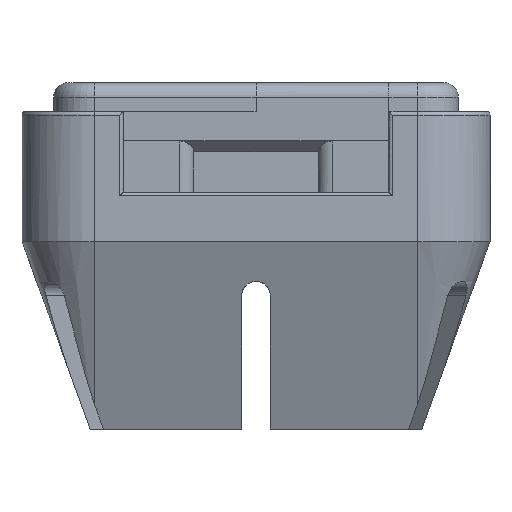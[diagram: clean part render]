
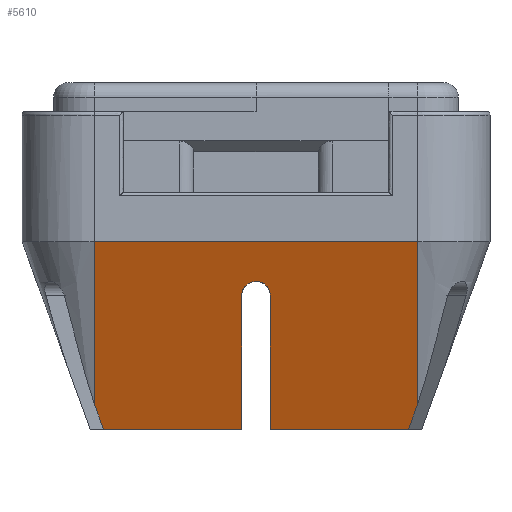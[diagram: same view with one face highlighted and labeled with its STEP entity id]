
A CAD part, left-side view. The second image highlights one B-rep face of the part: STEP entity #5610.
In plain terms, the highlighted planar face has unit normal (-0.94, 0, -0.342).
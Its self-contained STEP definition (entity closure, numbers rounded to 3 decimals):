
#263 = EDGE_CURVE ( 'NONE', #5299, #6066, #321, .T. ) ;
#287 = CARTESIAN_POINT ( 'NONE',  ( -15.697, 0., -4.755 ) ) ;
#321 = LINE ( 'NONE', #2757, #3069 ) ;
#356 = VERTEX_POINT ( 'NONE', #1163 ) ;
#393 = DIRECTION ( 'NONE',  ( -0.94, 0., -0.342 ) ) ;
#406 = VECTOR ( 'NONE', #6083, 1000. ) ;
#490 = CARTESIAN_POINT ( 'NONE',  ( -16.7, -11.2, -2. ) ) ;
#529 = ORIENTED_EDGE ( 'NONE', *, *, #1073, .F. ) ;
#694 = CARTESIAN_POINT ( 'NONE',  ( -15.697, -0.586, -4.755 ) ) ;
#725 = VERTEX_POINT ( 'NONE', #6968 ) ;
#771 = CARTESIAN_POINT ( 'NONE',  ( -16.7, -1., -2. ) ) ;
#856 = CARTESIAN_POINT ( 'NONE',  ( -15.333, 1., -5.755 ) ) ;
#877 = VECTOR ( 'NONE', #2855, 1000. ) ;
#1009 =( BOUNDED_CURVE ( )  B_SPLINE_CURVE ( 3, ( #3094, #694, #2547, #7418 ),
 .UNSPECIFIED., .F., .F. ) 
 B_SPLINE_CURVE_WITH_KNOTS ( ( 4, 4 ),
 ( 0., 1.571 ),
 .UNSPECIFIED. ) 
 CURVE ( )  GEOMETRIC_REPRESENTATION_ITEM ( )  RATIONAL_B_SPLINE_CURVE ( ( 1., 0.805, 0.805, 1. ) ) 
 REPRESENTATION_ITEM ( '' )  );
#1073 = EDGE_CURVE ( 'NONE', #2249, #3266, #1546, .T. ) ;
#1163 = CARTESIAN_POINT ( 'NONE',  ( -11.968, -1., -15. ) ) ;
#1275 = DIRECTION ( 'NONE',  ( -0.324, -0.324, 0.889 ) ) ;
#1299 = CARTESIAN_POINT ( 'NONE',  ( -16.7, 11.2, -2. ) ) ;
#1534 = ORIENTED_EDGE ( 'NONE', *, *, #2840, .T. ) ;
#1546 = LINE ( 'NONE', #7299, #406 ) ;
#1570 = DIRECTION ( 'NONE',  ( -0.342, 0., 0.94 ) ) ;
#1734 = LINE ( 'NONE', #5194, #2946 ) ;
#1972 = ORIENTED_EDGE ( 'NONE', *, *, #263, .T. ) ;
#2038 = LINE ( 'NONE', #3581, #4484 ) ;
#2056 = DIRECTION ( 'NONE',  ( 0.342, 0., -0.94 ) ) ;
#2080 = CARTESIAN_POINT ( 'NONE',  ( -15.697, 0.586, -4.755 ) ) ;
#2249 = VERTEX_POINT ( 'NONE', #3001 ) ;
#2484 = LINE ( 'NONE', #1299, #4272 ) ;
#2547 = CARTESIAN_POINT ( 'NONE',  ( -15.546, -1., -5.169 ) ) ;
#2586 = VECTOR ( 'NONE', #5513, 1000. ) ;
#2626 = ORIENTED_EDGE ( 'NONE', *, *, #3136, .T. ) ;
#2744 = ORIENTED_EDGE ( 'NONE', *, *, #6626, .F. ) ;
#2757 = CARTESIAN_POINT ( 'NONE',  ( -16.7, -11.2, -2. ) ) ;
#2840 = EDGE_CURVE ( 'NONE', #2249, #6890, #1734, .T. ) ;
#2855 = DIRECTION ( 'NONE',  ( 0., 1., 0. ) ) ;
#2946 = VECTOR ( 'NONE', #5842, 1000. ) ;
#2978 = CARTESIAN_POINT ( 'NONE',  ( -11.968, 10.554, -15. ) ) ;
#3001 = CARTESIAN_POINT ( 'NONE',  ( -11.968, 1., -15. ) ) ;
#3069 = VECTOR ( 'NONE', #1570, 1000. ) ;
#3094 = CARTESIAN_POINT ( 'NONE',  ( -15.697, 0., -4.755 ) ) ;
#3123 = CARTESIAN_POINT ( 'NONE',  ( -11.968, -10.554, -15. ) ) ;
#3136 = EDGE_CURVE ( 'NONE', #6066, #725, #4275, .T. ) ;
#3266 = VERTEX_POINT ( 'NONE', #2978 ) ;
#3279 = CARTESIAN_POINT ( 'NONE',  ( -11.968, -11.2, -15. ) ) ;
#3371 = DIRECTION ( 'NONE',  ( -0.342, 0., 0.94 ) ) ;
#3454 = EDGE_LOOP ( 'NONE', ( #5766, #6962, #1972, #2626, #2744, #4490, #529, #1534, #6656, #6263, #4028 ) ) ;
#3521 = CARTESIAN_POINT ( 'NONE',  ( -15.333, -1., -5.755 ) ) ;
#3581 = CARTESIAN_POINT ( 'NONE',  ( -16.272, -14.858, -3.176 ) ) ;
#3698 = LINE ( 'NONE', #7703, #2586 ) ;
#3773 = DIRECTION ( 'NONE',  ( -0.342, 0., 0.94 ) ) ;
#3797 = VECTOR ( 'NONE', #7527, 1000. ) ;
#3879 = CARTESIAN_POINT ( 'NONE',  ( -15.697, 0., -4.755 ) ) ;
#3946 = CARTESIAN_POINT ( 'NONE',  ( -15.333, 1., -5.755 ) ) ;
#4028 = ORIENTED_EDGE ( 'NONE', *, *, #6200, .T. ) ;
#4057 = CARTESIAN_POINT ( 'NONE',  ( -16.7, -16.2, -2. ) ) ;
#4272 = VECTOR ( 'NONE', #3773, 1000. ) ;
#4275 = LINE ( 'NONE', #4057, #877 ) ;
#4462 = EDGE_CURVE ( 'NONE', #5944, #5759, #1009, .T. ) ;
#4484 = VECTOR ( 'NONE', #1275, 1000. ) ;
#4490 = ORIENTED_EDGE ( 'NONE', *, *, #6111, .T. ) ;
#4527 = EDGE_CURVE ( 'NONE', #6152, #356, #6098, .T. ) ;
#4572 = FACE_OUTER_BOUND ( 'NONE', #3454, .T. ) ;
#4958 = LINE ( 'NONE', #771, #5625 ) ;
#5189 = CARTESIAN_POINT ( 'NONE',  ( -12.614, 11.2, -13.226 ) ) ;
#5194 = CARTESIAN_POINT ( 'NONE',  ( -16.7, 1., -2. ) ) ;
#5223 = EDGE_CURVE ( 'NONE', #6152, #5299, #2038, .T. ) ;
#5269 = PLANE ( 'NONE',  #7794 ) ;
#5299 = VERTEX_POINT ( 'NONE', #6729 ) ;
#5513 = DIRECTION ( 'NONE',  ( 0.324, -0.324, -0.889 ) ) ;
#5610 = ADVANCED_FACE ( 'NONE', ( #4572 ), #5269, .T. ) ;
#5625 = VECTOR ( 'NONE', #2056, 1000. ) ;
#5759 = VERTEX_POINT ( 'NONE', #3521 ) ;
#5766 = ORIENTED_EDGE ( 'NONE', *, *, #4527, .F. ) ;
#5842 = DIRECTION ( 'NONE',  ( -0.342, 0., 0.94 ) ) ;
#5861 = CARTESIAN_POINT ( 'NONE',  ( -16.7, -11.2, -2. ) ) ;
#5944 = VERTEX_POINT ( 'NONE', #287 ) ;
#6066 = VERTEX_POINT ( 'NONE', #490 ) ;
#6083 = DIRECTION ( 'NONE',  ( 0., 1., 0. ) ) ;
#6098 = LINE ( 'NONE', #3279, #3797 ) ;
#6111 = EDGE_CURVE ( 'NONE', #6321, #3266, #3698, .T. ) ;
#6152 = VERTEX_POINT ( 'NONE', #3123 ) ;
#6200 = EDGE_CURVE ( 'NONE', #5759, #356, #4958, .T. ) ;
#6219 = EDGE_CURVE ( 'NONE', #6890, #5944, #6978, .T. ) ;
#6263 = ORIENTED_EDGE ( 'NONE', *, *, #4462, .T. ) ;
#6321 = VERTEX_POINT ( 'NONE', #5189 ) ;
#6626 = EDGE_CURVE ( 'NONE', #6321, #725, #2484, .T. ) ;
#6656 = ORIENTED_EDGE ( 'NONE', *, *, #6219, .T. ) ;
#6729 = CARTESIAN_POINT ( 'NONE',  ( -12.614, -11.2, -13.226 ) ) ;
#6890 = VERTEX_POINT ( 'NONE', #3946 ) ;
#6962 = ORIENTED_EDGE ( 'NONE', *, *, #5223, .T. ) ;
#6968 = CARTESIAN_POINT ( 'NONE',  ( -16.7, 11.2, -2. ) ) ;
#6978 =( BOUNDED_CURVE ( )  B_SPLINE_CURVE ( 3, ( #856, #7481, #2080, #3879 ),
 .UNSPECIFIED., .F., .F. ) 
 B_SPLINE_CURVE_WITH_KNOTS ( ( 4, 4 ),
 ( 4.712, 6.283 ),
 .UNSPECIFIED. ) 
 CURVE ( )  GEOMETRIC_REPRESENTATION_ITEM ( )  RATIONAL_B_SPLINE_CURVE ( ( 1., 0.805, 0.805, 1. ) ) 
 REPRESENTATION_ITEM ( '' )  );
#7299 = CARTESIAN_POINT ( 'NONE',  ( -11.968, -11.2, -15. ) ) ;
#7418 = CARTESIAN_POINT ( 'NONE',  ( -15.333, -1., -5.755 ) ) ;
#7481 = CARTESIAN_POINT ( 'NONE',  ( -15.546, 1., -5.169 ) ) ;
#7527 = DIRECTION ( 'NONE',  ( 0., 1., 0. ) ) ;
#7703 = CARTESIAN_POINT ( 'NONE',  ( -13.926, 12.512, -9.621 ) ) ;
#7794 = AXIS2_PLACEMENT_3D ( 'NONE', #5861, #393, #3371 ) ;
